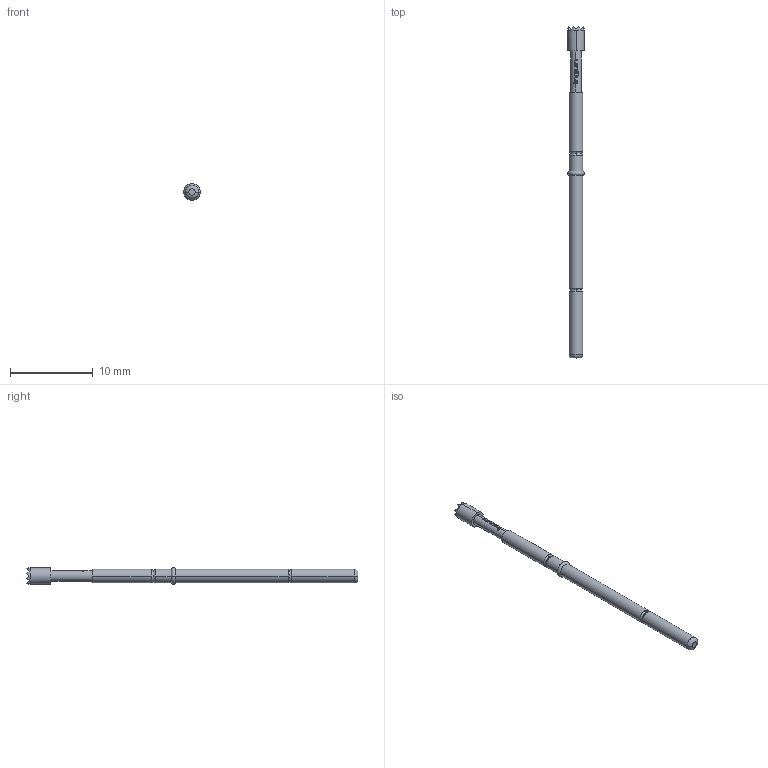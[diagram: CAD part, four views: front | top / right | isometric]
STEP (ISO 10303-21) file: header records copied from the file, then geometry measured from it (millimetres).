
FILE_DESCRIPTION (( 'STEP AP203' ), '1' );
FILE_NAME ('INGUN_GKS-912_306_200_R_xx10.STEP', '2021-10-20T07:10:48', ( 'ochi' ), ( '' ), 'SwSTEP 2.0', 'SolidWorks 2018', '' );
FILE_SCHEMA (( 'CONFIG_CONTROL_DESIGN' ));
Length unit declared in the file: millimetre
Products named in the file (1): INGUN_GKS-912_306_200_R_xx10
Bounding box: 2 x 40 x 2 mm (x, y, z)
Volume: 82.9 mm3; surface area: 214.6 mm2
Topology: 1 solids, 1 shells, 167 faces, 417 edges, 255 vertices
Faces by surface type: plane 61, bspline 60, cylinder 22, torus 12, cone 12
Entity records: 6004 total; most frequent: CARTESIAN_POINT 2684, ORIENTED_EDGE 834, DIRECTION 433, EDGE_CURVE 417, VERTEX_POINT 255, B_SPLINE_CURVE_WITH_KNOTS 204, EDGE_LOOP 170, AXIS2_PLACEMENT_3D 168
